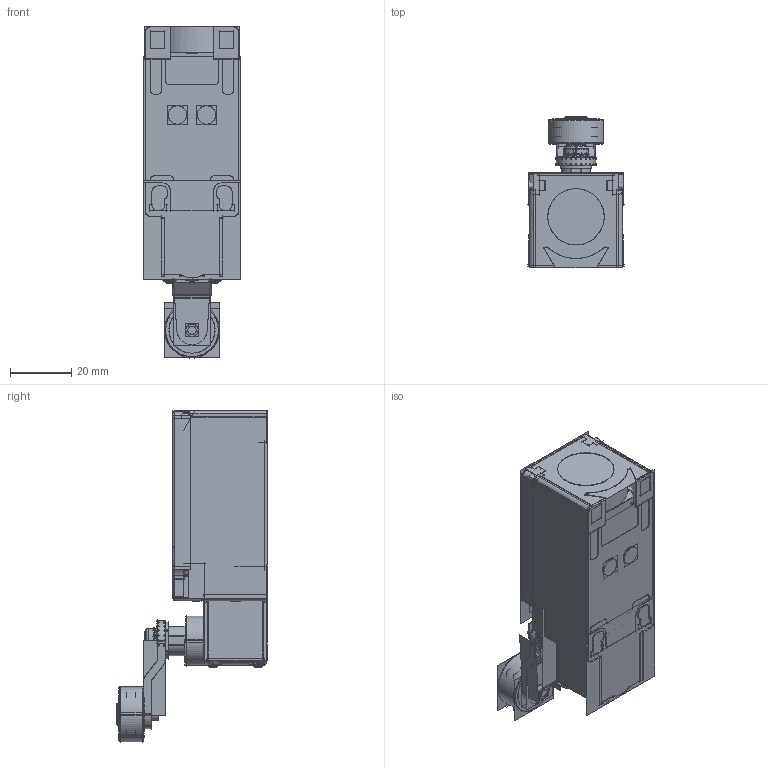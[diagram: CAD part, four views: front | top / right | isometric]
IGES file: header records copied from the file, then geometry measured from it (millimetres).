
Start section:  PTC IGES file: 212892.igs
Global section: file name: 212892.igs; native system: Creo Parametric by PTC Inc.; preprocessor: 2018300; author: pdmadmin; organization: Unknown; date: 20191114.090848; units: millimetre
Bounding box: 31.72 x 49.54 x 108.28 mm (x, y, z)
Volume: 67334.2 mm3; surface area: 265706 mm2
Topology: 1 solids, 2 shells, 2824 faces, 18745 edges, 26488 vertices
Faces by surface type: bspline 1624, revolution 1200
